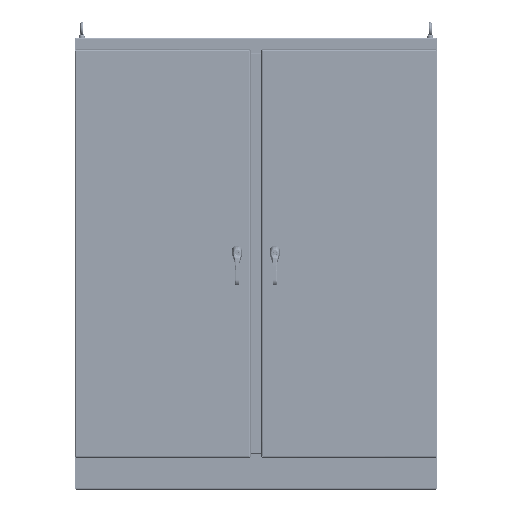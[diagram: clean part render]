
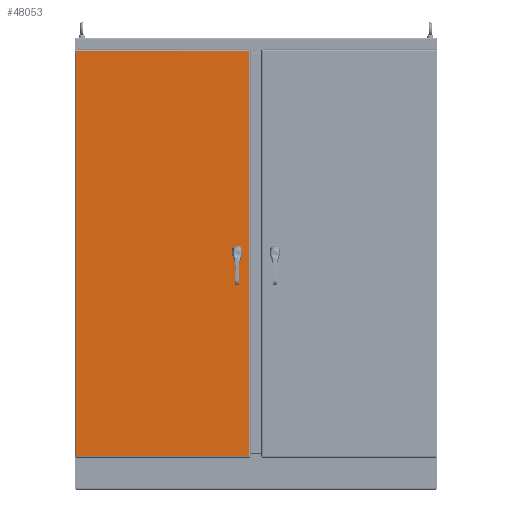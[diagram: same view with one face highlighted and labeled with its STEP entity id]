
A CAD part, top view. The second image highlights one B-rep face of the part: STEP entity #48053.
In plain terms, the highlighted planar face has unit normal (0, 0, 1).
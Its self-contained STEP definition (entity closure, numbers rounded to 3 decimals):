
#2630=FACE_BOUND('',#9854,.T.);
#2631=FACE_BOUND('',#9855,.T.);
#2632=FACE_BOUND('',#9856,.T.);
#2633=FACE_BOUND('',#9857,.T.);
#2925=CIRCLE('',#52215,0.141);
#2927=CIRCLE('',#52218,0.141);
#2929=CIRCLE('',#52221,0.141);
#2931=CIRCLE('',#52224,0.453);
#2933=CIRCLE('',#52228,0.453);
#2935=CIRCLE('',#52232,0.453);
#2937=CIRCLE('',#52236,0.453);
#6840=FACE_OUTER_BOUND('',#9853,.T.);
#9853=EDGE_LOOP('',(#32694,#32695,#32696,#32697));
#9854=EDGE_LOOP('',(#32698));
#9855=EDGE_LOOP('',(#32699));
#9856=EDGE_LOOP('',(#32700));
#9857=EDGE_LOOP('',(#32701,#32702,#32703,#32704,#32705,#32706,#32707,#32708));
#13207=LINE('',#72958,#16662);
#13211=LINE('',#72970,#16666);
#13215=LINE('',#72982,#16670);
#13219=LINE('',#72993,#16674);
#13227=LINE('',#73175,#16682);
#13234=LINE('',#73381,#16689);
#13235=LINE('',#73413,#16690);
#13247=LINE('',#73491,#16702);
#16662=VECTOR('',#58610,0.394);
#16666=VECTOR('',#58622,0.394);
#16670=VECTOR('',#58634,0.394);
#16674=VECTOR('',#58646,0.394);
#16682=VECTOR('',#58662,0.394);
#16689=VECTOR('',#58677,0.394);
#16690=VECTOR('',#58680,0.394);
#16702=VECTOR('',#58708,0.394);
#19985=VERTEX_POINT('',#72930);
#19987=VERTEX_POINT('',#72936);
#19989=VERTEX_POINT('',#72942);
#19991=VERTEX_POINT('',#72948);
#19992=VERTEX_POINT('',#72949);
#19995=VERTEX_POINT('',#72957);
#19997=VERTEX_POINT('',#72963);
#19999=VERTEX_POINT('',#72969);
#20001=VERTEX_POINT('',#72975);
#20003=VERTEX_POINT('',#72981);
#20005=VERTEX_POINT('',#72987);
#20009=VERTEX_POINT('',#73072);
#20012=VERTEX_POINT('',#73153);
#20016=VERTEX_POINT('',#73288);
#20022=VERTEX_POINT('',#73380);
#24660=EDGE_CURVE('',#19985,#19985,#2925,.T.);
#24663=EDGE_CURVE('',#19987,#19987,#2927,.T.);
#24666=EDGE_CURVE('',#19989,#19989,#2929,.T.);
#24669=EDGE_CURVE('',#19991,#19992,#2931,.T.);
#24673=EDGE_CURVE('',#19995,#19991,#13207,.T.);
#24676=EDGE_CURVE('',#19997,#19995,#2933,.T.);
#24679=EDGE_CURVE('',#19999,#19997,#13211,.T.);
#24682=EDGE_CURVE('',#20001,#19999,#2935,.T.);
#24685=EDGE_CURVE('',#20003,#20001,#13215,.T.);
#24688=EDGE_CURVE('',#20005,#20003,#2937,.T.);
#24691=EDGE_CURVE('',#19992,#20005,#13219,.T.);
#24708=EDGE_CURVE('',#20009,#20012,#13227,.T.);
#24726=EDGE_CURVE('',#20022,#20016,#13234,.T.);
#24728=EDGE_CURVE('',#20016,#20009,#13235,.T.);
#24741=EDGE_CURVE('',#20012,#20022,#13247,.T.);
#32694=ORIENTED_EDGE('',*,*,#24728,.T.);
#32695=ORIENTED_EDGE('',*,*,#24708,.T.);
#32696=ORIENTED_EDGE('',*,*,#24741,.T.);
#32697=ORIENTED_EDGE('',*,*,#24726,.T.);
#32698=ORIENTED_EDGE('',*,*,#24660,.T.);
#32699=ORIENTED_EDGE('',*,*,#24663,.T.);
#32700=ORIENTED_EDGE('',*,*,#24666,.T.);
#32701=ORIENTED_EDGE('',*,*,#24669,.T.);
#32702=ORIENTED_EDGE('',*,*,#24691,.T.);
#32703=ORIENTED_EDGE('',*,*,#24688,.T.);
#32704=ORIENTED_EDGE('',*,*,#24685,.T.);
#32705=ORIENTED_EDGE('',*,*,#24682,.T.);
#32706=ORIENTED_EDGE('',*,*,#24679,.T.);
#32707=ORIENTED_EDGE('',*,*,#24676,.T.);
#32708=ORIENTED_EDGE('',*,*,#24673,.T.);
#45880=PLANE('',#52262);
#48053=ADVANCED_FACE('',(#6840,#2630,#2631,#2632,#2633),#45880,.T.);
#52215=AXIS2_PLACEMENT_3D('',#72931,#58581,#58582);
#52218=AXIS2_PLACEMENT_3D('',#72937,#58588,#58589);
#52221=AXIS2_PLACEMENT_3D('',#72943,#58595,#58596);
#52224=AXIS2_PLACEMENT_3D('',#72950,#58602,#58603);
#52228=AXIS2_PLACEMENT_3D('',#72964,#58615,#58616);
#52232=AXIS2_PLACEMENT_3D('',#72976,#58627,#58628);
#52236=AXIS2_PLACEMENT_3D('',#72988,#58639,#58640);
#52262=AXIS2_PLACEMENT_3D('',#73574,#58731,#58732);
#58581=DIRECTION('center_axis',(0.,0.,-1.));
#58582=DIRECTION('ref_axis',(-1.,0.,0.));
#58588=DIRECTION('center_axis',(0.,0.,-1.));
#58589=DIRECTION('ref_axis',(-1.,0.,0.));
#58595=DIRECTION('center_axis',(0.,0.,-1.));
#58596=DIRECTION('ref_axis',(-1.,0.,0.));
#58602=DIRECTION('center_axis',(0.,0.,-1.));
#58603=DIRECTION('ref_axis',(-0.883,-0.469,0.));
#58610=DIRECTION('',(-1.,0.,0.));
#58615=DIRECTION('center_axis',(0.,0.,-1.));
#58616=DIRECTION('ref_axis',(0.469,-0.883,0.));
#58622=DIRECTION('',(0.,-1.,0.));
#58627=DIRECTION('center_axis',(0.,0.,-1.));
#58628=DIRECTION('ref_axis',(0.883,0.469,0.));
#58634=DIRECTION('',(1.,0.,0.));
#58639=DIRECTION('center_axis',(0.,0.,-1.));
#58640=DIRECTION('ref_axis',(-0.469,0.883,0.));
#58646=DIRECTION('',(0.,1.,0.));
#58662=DIRECTION('',(1.,0.,0.));
#58677=DIRECTION('',(-1.,0.,0.));
#58680=DIRECTION('',(0.,-1.,0.));
#58708=DIRECTION('',(0.,1.,0.));
#58731=DIRECTION('center_axis',(0.,0.,1.));
#58732=DIRECTION('ref_axis',(1.,0.,0.));
#72930=CARTESIAN_POINT('',(14.953,-1.377,0.104));
#72931=CARTESIAN_POINT('Origin',(14.813,-1.377,0.104));
#72936=CARTESIAN_POINT('',(14.953,0.885,0.104));
#72937=CARTESIAN_POINT('Origin',(14.813,0.885,0.104));
#72942=CARTESIAN_POINT('',(14.953,-0.885,0.104));
#72943=CARTESIAN_POINT('Origin',(14.813,-0.885,0.104));
#72948=CARTESIAN_POINT('',(14.6,-0.4,0.104));
#72949=CARTESIAN_POINT('',(14.413,-0.213,0.104));
#72950=CARTESIAN_POINT('Origin',(14.813,0.,0.104));
#72957=CARTESIAN_POINT('',(15.025,-0.4,0.104));
#72958=CARTESIAN_POINT('',(7.513,-0.4,0.104));
#72963=CARTESIAN_POINT('',(15.213,-0.213,0.104));
#72964=CARTESIAN_POINT('Origin',(14.813,0.,0.104));
#72969=CARTESIAN_POINT('',(15.213,0.213,0.104));
#72970=CARTESIAN_POINT('',(15.213,0.106,0.104));
#72975=CARTESIAN_POINT('',(15.025,0.4,0.104));
#72976=CARTESIAN_POINT('Origin',(14.813,0.,0.104));
#72981=CARTESIAN_POINT('',(14.6,0.4,0.104));
#72982=CARTESIAN_POINT('',(7.3,0.4,0.104));
#72987=CARTESIAN_POINT('',(14.413,0.213,0.104));
#72988=CARTESIAN_POINT('Origin',(14.813,0.,0.104));
#72993=CARTESIAN_POINT('',(14.413,-0.106,0.104));
#73072=CARTESIAN_POINT('',(-17.255,-40.334,0.104));
#73153=CARTESIAN_POINT('',(17.146,-40.334,0.104));
#73175=CARTESIAN_POINT('',(-8.75,-40.334,0.104));
#73288=CARTESIAN_POINT('',(-17.255,40.334,0.104));
#73380=CARTESIAN_POINT('',(17.146,40.334,0.104));
#73381=CARTESIAN_POINT('',(8.573,40.334,0.104));
#73413=CARTESIAN_POINT('',(-17.255,20.167,0.104));
#73491=CARTESIAN_POINT('',(17.146,-20.167,0.104));
#73574=CARTESIAN_POINT('Origin',(0.,0.,
0.104));
